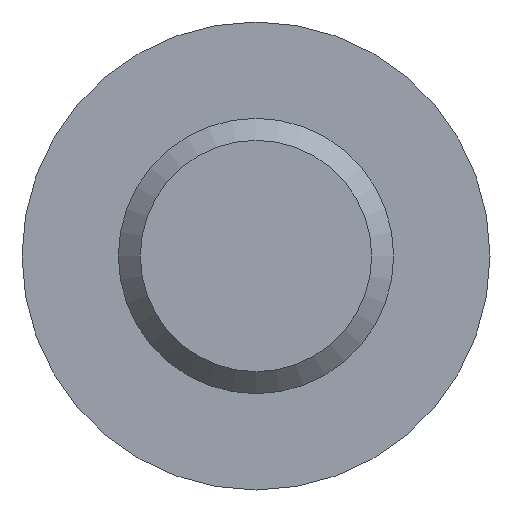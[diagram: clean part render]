
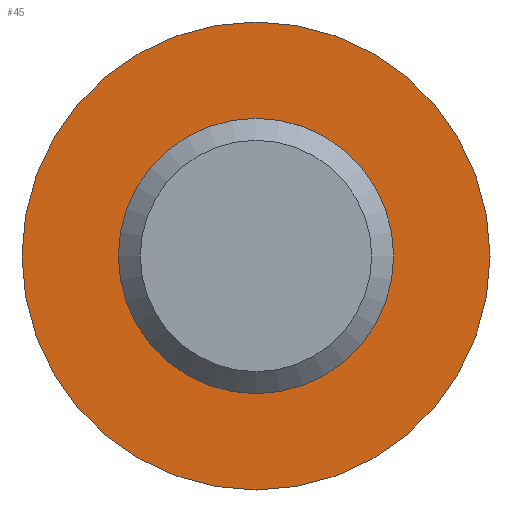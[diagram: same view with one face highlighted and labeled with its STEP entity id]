
A CAD part, front view. The second image highlights one B-rep face of the part: STEP entity #45.
In plain terms, the highlighted planar face has unit normal (0, -1, 0).
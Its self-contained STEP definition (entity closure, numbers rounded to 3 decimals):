
#7 = EDGE_LOOP ( 'NONE', ( #387 ) ) ;
#11 = CARTESIAN_POINT ( 'NONE',  ( -2.5, 35., 0. ) ) ;
#21 = EDGE_LOOP ( 'NONE', ( #313 ) ) ;
#26 = CARTESIAN_POINT ( 'NONE',  ( 0., 35., -2.5 ) ) ;
#45 = ADVANCED_FACE ( 'NONE', ( #149, #57 ), #389, .F. ) ;
#57 = FACE_OUTER_BOUND ( 'NONE', #21, .T. ) ;
#66 = EDGE_CURVE ( 'NONE', #115, #115, #539, .T. ) ;
#67 = DIRECTION ( 'NONE',  ( 0., -1., 0. ) ) ;
#68 = DIRECTION ( 'NONE',  ( 0., 0., -1. ) ) ;
#82 = CIRCLE ( 'NONE', #493, 2.5 ) ;
#115 = VERTEX_POINT ( 'NONE', #483 ) ;
#149 = FACE_BOUND ( 'NONE', #7, .T. ) ;
#250 = DIRECTION ( 'NONE',  ( 0., 0., 1. ) ) ;
#273 = AXIS2_PLACEMENT_3D ( 'NONE', #488, #334, #68 ) ;
#301 = VERTEX_POINT ( 'NONE', #26 ) ;
#313 = ORIENTED_EDGE ( 'NONE', *, *, #66, .T. ) ;
#318 = DIRECTION ( 'NONE',  ( 0., 0., -1. ) ) ;
#334 = DIRECTION ( 'NONE',  ( 0., -1., 0. ) ) ;
#351 = CARTESIAN_POINT ( 'NONE',  ( 0., 35., 0. ) ) ;
#387 = ORIENTED_EDGE ( 'NONE', *, *, #447, .F. ) ;
#389 = PLANE ( 'NONE',  #427 ) ;
#427 = AXIS2_PLACEMENT_3D ( 'NONE', #11, #448, #250 ) ;
#447 = EDGE_CURVE ( 'NONE', #301, #301, #82, .T. ) ;
#448 = DIRECTION ( 'NONE',  ( 0., 1., 0. ) ) ;
#483 = CARTESIAN_POINT ( 'NONE',  ( 0., 35., -4.25 ) ) ;
#488 = CARTESIAN_POINT ( 'NONE',  ( 0., 35., 0. ) ) ;
#493 = AXIS2_PLACEMENT_3D ( 'NONE', #351, #67, #318 ) ;
#539 = CIRCLE ( 'NONE', #273, 4.25 ) ;
